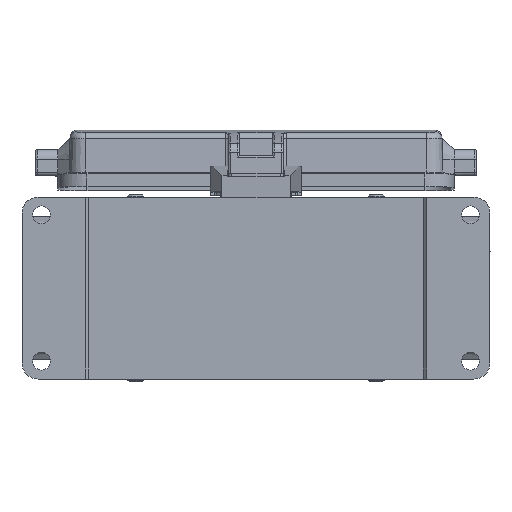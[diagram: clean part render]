
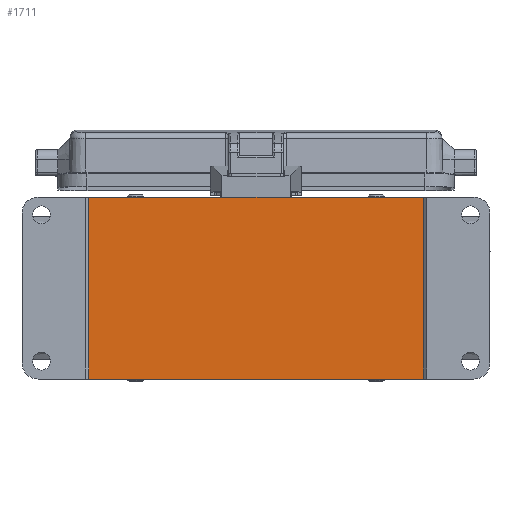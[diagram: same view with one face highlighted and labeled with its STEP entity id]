
A CAD part, front view. The second image highlights one B-rep face of the part: STEP entity #1711.
In plain terms, the highlighted planar face has unit normal (0, -1, 0).
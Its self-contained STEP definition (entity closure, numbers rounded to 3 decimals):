
#1711=ADVANCED_FACE('NONE',(#2662),#2278,.F.);
#2278=PLANE('',#12304);
#2662=FACE_OUTER_BOUND('',#3344,.T.);
#3344=EDGE_LOOP('',(#4766,#4767,#4768,#4769));
#4766=ORIENTED_EDGE('',*,*,#8983,.F.);
#4767=ORIENTED_EDGE('',*,*,#8988,.F.);
#4768=ORIENTED_EDGE('',*,*,#8976,.F.);
#4769=ORIENTED_EDGE('',*,*,#9025,.F.);
#7709=VERTEX_POINT('',#17857);
#7711=VERTEX_POINT('',#17861);
#7715=VERTEX_POINT('',#17872);
#7717=VERTEX_POINT('',#17876);
#8976=EDGE_CURVE('NONE',#7711,#7709,#10482,.T.);
#8983=EDGE_CURVE('NONE',#7717,#7715,#10488,.T.);
#8988=EDGE_CURVE('NONE',#7709,#7717,#10493,.T.);
#9025=EDGE_CURVE('NONE',#7715,#7711,#10504,.T.);
#10482=LINE('',#17862,#11330);
#10488=LINE('',#17877,#11336);
#10493=LINE('',#17885,#11341);
#10504=LINE('',#18300,#11352);
#11330=VECTOR('',#13877,1.);
#11336=VECTOR('',#13889,1.);
#11341=VECTOR('',#13896,1.);
#11352=VECTOR('',#13969,1.);
#12304=AXIS2_PLACEMENT_3D('',#18301,#13970,#13971);
#13877=DIRECTION('',(0.,0.,1.));
#13889=DIRECTION('',(0.,0.,-1.));
#13896=DIRECTION('',(1.,0.,0.));
#13969=DIRECTION('',(-1.,0.,0.));
#13970=DIRECTION('',(0.,1.,0.));
#13971=DIRECTION('',(0.,0.,1.));
#17857=CARTESIAN_POINT('',(-51.5,-22.995,28.));
#17861=CARTESIAN_POINT('',(-51.5,-22.995,-28.));
#17862=CARTESIAN_POINT('',(-51.5,-22.995,33.6));
#17872=CARTESIAN_POINT('',(51.5,-22.995,-28.));
#17876=CARTESIAN_POINT('',(51.5,-22.995,28.));
#17877=CARTESIAN_POINT('',(51.5,-22.995,33.6));
#17885=CARTESIAN_POINT('',(51.5,-22.995,28.));
#18300=CARTESIAN_POINT('',(72.,-22.995,-28.));
#18301=CARTESIAN_POINT('',(51.5,-22.995,33.6));
